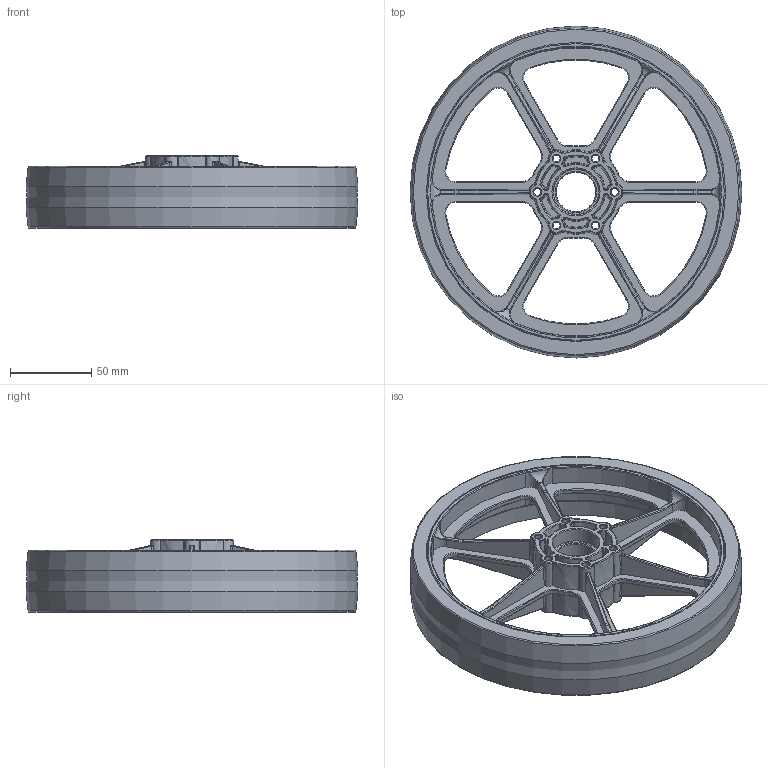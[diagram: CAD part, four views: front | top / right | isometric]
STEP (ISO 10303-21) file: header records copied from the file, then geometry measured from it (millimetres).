
FILE_DESCRIPTION( ( 'Unknown' ), '1' );
FILE_NAME( '2010 8 wheel.stp', 'Unknown', ( 'Unknown' ), ( 'Unknown' ), 'XStep 1.0', 'Unknown', ' ' );
FILE_SCHEMA( ( 'CONFIG_CONTROL_DESIGN' ) );
Length unit declared in the file: millimetre
Products named in the file (3): Assem1; 2010 8 tread; 2010 8 hub
Bounding box: 204.35 x 204.35 x 44.45 mm (x, y, z)
Volume: 565163.2 mm3; surface area: 287529.9 mm2
Topology: 4 solids, 4 shells, 1922 faces, 4602 edges, 2688 vertices
Faces by surface type: bspline 624, torus 524, cone 254, cylinder 248, plane 224, sphere 48
Full cylindrical faces by diameter (mm): 4.318 x12, 24.435 x2, 28.562 x4, 184.15 x4, 187.3 x4, 187.35 x2, 190.094 x2
Entity records: 46252 total; most frequent: CARTESIAN_POINT 26026, ORIENTED_EDGE 4454, DIRECTION 3951, EDGE_CURVE 2227, AXIS2_PLACEMENT_3D 1808, VERTEX_POINT 1338, CIRCLE 1156, EDGE_LOOP 1057
